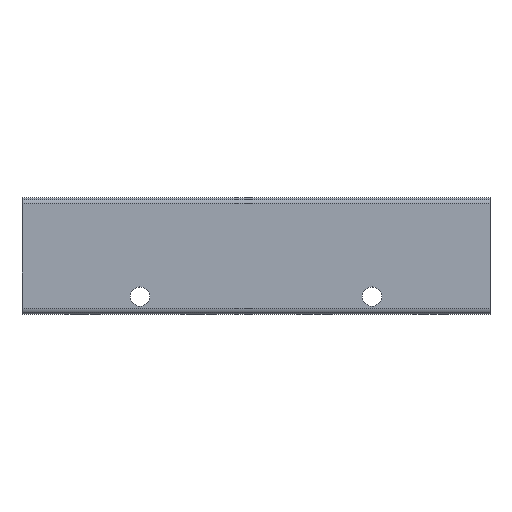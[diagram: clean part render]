
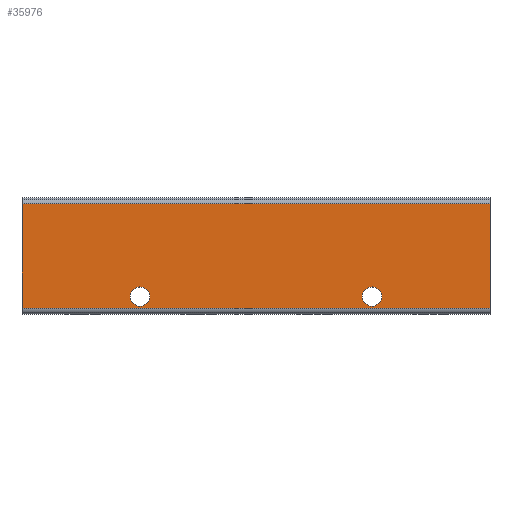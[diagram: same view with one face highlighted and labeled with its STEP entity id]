
A CAD part, top view. The second image highlights one B-rep face of the part: STEP entity #35976.
In plain terms, the highlighted planar face has unit normal (0, 0, 1).
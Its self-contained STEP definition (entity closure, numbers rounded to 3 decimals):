
#143=CARTESIAN_POINT('',(62.5,-10.5,10.0));
#144=VERTEX_POINT('',#143);
#160=CARTESIAN_POINT('',(57.5,-10.5,10.0));
#161=VERTEX_POINT('',#160);
#168=CARTESIAN_POINT('',(60.0,-10.5,10.0));
#169=DIRECTION('',(0.0,0.0,-1.0));
#170=DIRECTION('',(1.0,0.0,0.0));
#171=AXIS2_PLACEMENT_3D('',#168,#169,#170);
#172=CIRCLE('',#171,2.5);
#173=EDGE_CURVE('',#144,#161,#172,.T.);
#185=CARTESIAN_POINT('',(2.5,-10.5,10.0));
#186=VERTEX_POINT('',#185);
#202=CARTESIAN_POINT('',(-2.5,-10.5,10.0));
#203=VERTEX_POINT('',#202);
#210=CARTESIAN_POINT('',(0.,-10.5,10.0));
#211=DIRECTION('',(0.0,0.0,-1.0));
#212=DIRECTION('',(1.0,0.0,0.0));
#213=AXIS2_PLACEMENT_3D('',#210,#211,#212);
#214=CIRCLE('',#213,2.5);
#215=EDGE_CURVE('',#186,#203,#214,.T.);
#523=CARTESIAN_POINT('',(90.5,-13.5,10.0));
#524=VERTEX_POINT('',#523);
#532=CARTESIAN_POINT('',(-30.5,-13.5,10.0));
#533=VERTEX_POINT('',#532);
#534=CARTESIAN_POINT('',(90.5,-13.5,10.0));
#535=DIRECTION('',(-1.0,0.0,0.0));
#536=VECTOR('',#535,121.);
#537=LINE('',#534,#536);
#538=EDGE_CURVE('',#524,#533,#537,.T.);
#649=CARTESIAN_POINT('',(-30.5,13.5,10.0));
#650=VERTEX_POINT('',#649);
#658=CARTESIAN_POINT('',(90.5,13.5,10.0));
#659=VERTEX_POINT('',#658);
#660=CARTESIAN_POINT('',(-30.5,13.5,10.0));
#661=DIRECTION('',(1.0,0.0,0.0));
#662=VECTOR('',#661,121.);
#663=LINE('',#660,#662);
#664=EDGE_CURVE('',#650,#659,#663,.T.);
#35727=CARTESIAN_POINT('',(90.5,13.5,10.0));
#35728=DIRECTION('',(0.0,-1.0,0.0));
#35729=VECTOR('',#35728,27.0);
#35730=LINE('',#35727,#35729);
#35731=EDGE_CURVE('',#659,#524,#35730,.T.);
#35940=CARTESIAN_POINT('',(0.,0.,10.0));
#35941=DIRECTION('',(0.0,0.0,1.0));
#35942=DIRECTION('',(1.0,0.0,0.0));
#35943=AXIS2_PLACEMENT_3D('',#35940,#35941,#35942);
#35944=PLANE('',#35943);
#35945=ORIENTED_EDGE('',*,*,#664,.F.);
#35946=CARTESIAN_POINT('',(-30.5,-13.5,10.0));
#35947=DIRECTION('',(0.0,1.0,0.0));
#35948=VECTOR('',#35947,27.0);
#35949=LINE('',#35946,#35948);
#35950=EDGE_CURVE('',#533,#650,#35949,.T.);
#35951=ORIENTED_EDGE('',*,*,#35950,.F.);
#35952=ORIENTED_EDGE('',*,*,#538,.F.);
#35953=ORIENTED_EDGE('',*,*,#35731,.F.);
#35954=EDGE_LOOP('',(#35945,#35951,#35952,#35953));
#35955=FACE_OUTER_BOUND('',#35954,.T.);
#35956=ORIENTED_EDGE('',*,*,#173,.T.);
#35957=CARTESIAN_POINT('',(60.0,-10.5,10.0));
#35958=DIRECTION('',(0.0,0.0,-1.0));
#35959=DIRECTION('',(1.0,0.0,0.0));
#35960=AXIS2_PLACEMENT_3D('',#35957,#35958,#35959);
#35961=CIRCLE('',#35960,2.5);
#35962=EDGE_CURVE('',#161,#144,#35961,.T.);
#35963=ORIENTED_EDGE('',*,*,#35962,.T.);
#35964=EDGE_LOOP('',(#35956,#35963));
#35965=FACE_BOUND('',#35964,.T.);
#35966=ORIENTED_EDGE('',*,*,#215,.T.);
#35967=CARTESIAN_POINT('',(0.,-10.5,10.0));
#35968=DIRECTION('',(0.0,0.0,-1.0));
#35969=DIRECTION('',(1.0,0.0,0.0));
#35970=AXIS2_PLACEMENT_3D('',#35967,#35968,#35969);
#35971=CIRCLE('',#35970,2.5);
#35972=EDGE_CURVE('',#203,#186,#35971,.T.);
#35973=ORIENTED_EDGE('',*,*,#35972,.T.);
#35974=EDGE_LOOP('',(#35966,#35973));
#35975=FACE_BOUND('',#35974,.T.);
#35976=ADVANCED_FACE('',(#35955,#35965,#35975),#35944,.T.);
